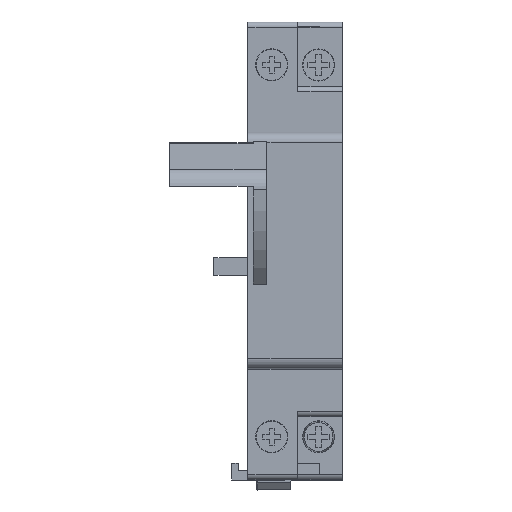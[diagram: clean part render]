
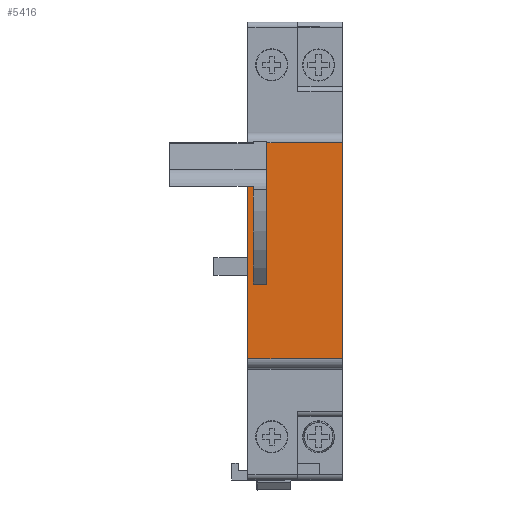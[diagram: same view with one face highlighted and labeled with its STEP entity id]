
A CAD part, top view. The second image highlights one B-rep face of the part: STEP entity #5416.
In plain terms, the highlighted planar face has unit normal (0, 0, 1).
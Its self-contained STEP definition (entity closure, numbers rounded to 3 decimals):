
#48=DIRECTION('',(1.,0.,0.));
#49=VECTOR('',#48,18.);
#50=CARTESIAN_POINT('',(0.,23.,65.4));
#51=LINE('',#50,#49);
#409=DIRECTION('',(0.,-1.,0.));
#410=VECTOR('',#409,38.16);
#411=CARTESIAN_POINT('',(0.,61.16,65.4));
#412=LINE('',#411,#410);
#501=DIRECTION('',(0.,-1.,0.));
#502=VECTOR('',#501,2.568);
#503=CARTESIAN_POINT('',(0.,64.036,65.4));
#504=LINE('',#503,#502);
#557=DIRECTION('',(1.,0.,0.));
#558=VECTOR('',#557,1.);
#559=CARTESIAN_POINT('',(0.,61.468,65.4));
#560=LINE('',#559,#558);
#569=DIRECTION('',(-1.,0.,0.));
#570=VECTOR('',#569,2.5);
#571=CARTESIAN_POINT('',(3.5,61.567,65.4));
#572=LINE('',#571,#570);
#573=DIRECTION('',(0.,-1.,0.));
#574=VECTOR('',#573,41.036);
#575=CARTESIAN_POINT('',(18.,64.036,65.4));
#576=LINE('',#575,#574);
#577=DIRECTION('',(1.,0.,0.));
#578=VECTOR('',#577,2.5);
#579=CARTESIAN_POINT('',(1.,43.593,65.4));
#580=LINE('',#579,#578);
#581=DIRECTION('',(0.,-1.,0.));
#582=VECTOR('',#581,1.24);
#583=CARTESIAN_POINT('',(3.5,61.567,65.4));
#584=LINE('',#583,#582);
#590=DIRECTION('',(0.,-1.,0.));
#591=VECTOR('',#590,8.873);
#592=CARTESIAN_POINT('',(3.5,52.466,65.4));
#593=LINE('',#592,#591);
#625=DIRECTION('',(-1.,0.,0.));
#626=VECTOR('',#625,2.5);
#627=CARTESIAN_POINT('',(3.5,60.327,65.4));
#628=LINE('',#627,#626);
#629=DIRECTION('',(1.,0.,0.));
#630=VECTOR('',#629,2.5);
#631=CARTESIAN_POINT('',(1.,52.466,65.4));
#632=LINE('',#631,#630);
#633=DIRECTION('',(0.,1.,0.));
#634=VECTOR('',#633,0.833);
#635=CARTESIAN_POINT('',(1.,60.327,65.4));
#636=LINE('',#635,#634);
#676=DIRECTION('',(0.,1.,0.));
#677=VECTOR('',#676,8.873);
#678=CARTESIAN_POINT('',(1.,43.593,65.4));
#679=LINE('',#678,#677);
#689=DIRECTION('',(-1.,0.,0.));
#690=VECTOR('',#689,1.);
#691=CARTESIAN_POINT('',(1.,61.16,65.4));
#692=LINE('',#691,#690);
#805=DIRECTION('',(0.,1.,0.));
#806=VECTOR('',#805,0.099);
#807=CARTESIAN_POINT('',(1.,61.468,65.4));
#808=LINE('',#807,#806);
#826=DIRECTION('',(-1.,0.,0.));
#827=VECTOR('',#826,18.);
#828=CARTESIAN_POINT('',(18.,64.036,65.4));
#829=LINE('',#828,#827);
#3500=CARTESIAN_POINT('',(18.,23.,65.4));
#3502=VERTEX_POINT('',#3500);
#3503=CARTESIAN_POINT('',(18.,64.036,65.4));
#3504=VERTEX_POINT('',#3503);
#3551=CARTESIAN_POINT('',(0.,23.,65.4));
#3552=VERTEX_POINT('',#3551);
#3682=CARTESIAN_POINT('',(0.,61.468,65.4));
#3684=VERTEX_POINT('',#3682);
#3686=CARTESIAN_POINT('',(0.,61.16,65.4));
#3687=VERTEX_POINT('',#3686);
#3714=CARTESIAN_POINT('',(0.,64.036,65.4));
#3715=VERTEX_POINT('',#3714);
#3876=CARTESIAN_POINT('',(1.,61.468,65.4));
#3877=VERTEX_POINT('',#3876);
#3884=CARTESIAN_POINT('',(3.5,61.567,65.4));
#3885=CARTESIAN_POINT('',(3.5,60.327,65.4));
#3886=VERTEX_POINT('',#3884);
#3887=VERTEX_POINT('',#3885);
#3888=CARTESIAN_POINT('',(1.,61.567,65.4));
#3889=VERTEX_POINT('',#3888);
#3890=CARTESIAN_POINT('',(1.,61.16,65.4));
#3891=VERTEX_POINT('',#3890);
#3892=CARTESIAN_POINT('',(1.,60.327,65.4));
#3893=VERTEX_POINT('',#3892);
#3894=CARTESIAN_POINT('',(3.5,52.466,65.4));
#3895=CARTESIAN_POINT('',(3.5,43.593,65.4));
#3896=VERTEX_POINT('',#3894);
#3897=VERTEX_POINT('',#3895);
#3898=CARTESIAN_POINT('',(1.,43.593,65.4));
#3899=CARTESIAN_POINT('',(1.,52.466,65.4));
#3900=VERTEX_POINT('',#3898);
#3901=VERTEX_POINT('',#3899);
#5380=CARTESIAN_POINT('',(18.,21.,65.4));
#5381=DIRECTION('',(0.,0.,1.));
#5382=DIRECTION('',(0.,1.,0.));
#5383=AXIS2_PLACEMENT_3D('',#5380,#5381,#5382);
#5384=PLANE('',#5383);
#5386=ORIENTED_EDGE('',*,*,#5385,.F.);
#5388=ORIENTED_EDGE('',*,*,#5387,.T.);
#5390=ORIENTED_EDGE('',*,*,#5389,.F.);
#5391=ORIENTED_EDGE('',*,*,#5367,.F.);
#5392=ORIENTED_EDGE('',*,*,#5170,.F.);
#5394=ORIENTED_EDGE('',*,*,#5393,.F.);
#5395=ORIENTED_EDGE('',*,*,#4617,.T.);
#5396=ORIENTED_EDGE('',*,*,#4678,.F.);
#5397=ORIENTED_EDGE('',*,*,#5131,.F.);
#5399=ORIENTED_EDGE('',*,*,#5398,.F.);
#5401=ORIENTED_EDGE('',*,*,#5400,.F.);
#5403=ORIENTED_EDGE('',*,*,#5402,.F.);
#5404=EDGE_LOOP('',(#5386,#5388,#5390,#5391,#5392,#5394,#5395,#5396,#5397,#5399,
#5401,#5403));
#5405=FACE_OUTER_BOUND('',#5404,.F.);
#5407=ORIENTED_EDGE('',*,*,#5406,.F.);
#5409=ORIENTED_EDGE('',*,*,#5408,.F.);
#5411=ORIENTED_EDGE('',*,*,#5410,.T.);
#5413=ORIENTED_EDGE('',*,*,#5412,.F.);
#5414=EDGE_LOOP('',(#5407,#5409,#5411,#5413));
#5415=FACE_BOUND('',#5414,.F.);
#4617=EDGE_CURVE('',#3504,#3502,#576,.T.);
#4678=EDGE_CURVE('',#3552,#3502,#51,.T.);
#5131=EDGE_CURVE('',#3687,#3552,#412,.T.);
#5170=EDGE_CURVE('',#3715,#3684,#504,.T.);
#5367=EDGE_CURVE('',#3684,#3877,#560,.T.);
#5385=EDGE_CURVE('',#3886,#3887,#584,.T.);
#5387=EDGE_CURVE('',#3886,#3889,#572,.T.);
#5389=EDGE_CURVE('',#3877,#3889,#808,.T.);
#5393=EDGE_CURVE('',#3504,#3715,#829,.T.);
#5398=EDGE_CURVE('',#3891,#3687,#692,.T.);
#5400=EDGE_CURVE('',#3893,#3891,#636,.T.);
#5402=EDGE_CURVE('',#3887,#3893,#628,.T.);
#5406=EDGE_CURVE('',#3901,#3896,#632,.T.);
#5408=EDGE_CURVE('',#3900,#3901,#679,.T.);
#5410=EDGE_CURVE('',#3900,#3897,#580,.T.);
#5412=EDGE_CURVE('',#3896,#3897,#593,.T.);
#5416=ADVANCED_FACE('',(#5405,#5415),#5384,.T.);
